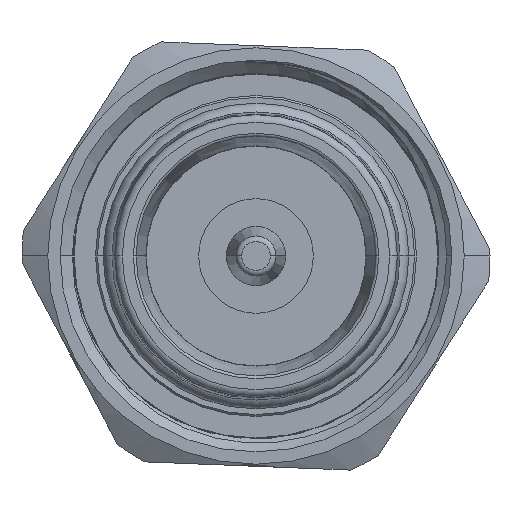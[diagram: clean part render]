
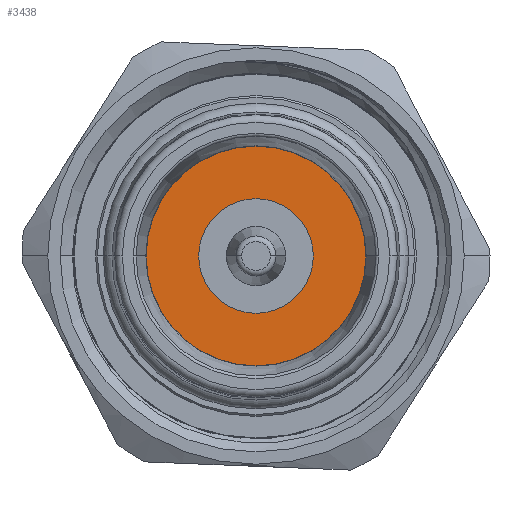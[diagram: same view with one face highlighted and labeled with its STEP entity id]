
A CAD part, left-side view. The second image highlights one B-rep face of the part: STEP entity #3438.
In plain terms, the highlighted planar face has unit normal (-1, 0, 0).
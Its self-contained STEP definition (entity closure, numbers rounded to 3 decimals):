
#244 = EDGE_CURVE ( 'NONE', #1250, #4671, #1796, .T. ) ;
#250 = DIRECTION ( 'NONE',  ( 1., 0., 0. ) ) ;
#301 = VERTEX_POINT ( 'NONE', #5283 ) ;
#523 = FACE_OUTER_BOUND ( 'NONE', #1190, .T. ) ;
#881 = ORIENTED_EDGE ( 'NONE', *, *, #1690, .F. ) ;
#1011 = AXIS2_PLACEMENT_3D ( 'NONE', #1237, #4594, #1712 ) ;
#1190 = EDGE_LOOP ( 'NONE', ( #881, #3590 ) ) ;
#1237 = CARTESIAN_POINT ( 'NONE',  ( 5.6, -0.01, 0. ) ) ;
#1250 = VERTEX_POINT ( 'NONE', #2616 ) ;
#1448 = CARTESIAN_POINT ( 'NONE',  ( 5.6, -0.01, 0. ) ) ;
#1690 = EDGE_CURVE ( 'NONE', #4671, #1250, #5566, .T. ) ;
#1712 = DIRECTION ( 'NONE',  ( 0., 1., 0. ) ) ;
#1796 = CIRCLE ( 'NONE', #2204, 5.75 ) ;
#1943 = DIRECTION ( 'NONE',  ( 0., 1., 0. ) ) ;
#2204 = AXIS2_PLACEMENT_3D ( 'NONE', #1448, #4818, #1943 ) ;
#2357 = CARTESIAN_POINT ( 'NONE',  ( 5.6, 5.74, 0. ) ) ;
#2502 = AXIS2_PLACEMENT_3D ( 'NONE', #3140, #250, #3617 ) ;
#2616 = CARTESIAN_POINT ( 'NONE',  ( 5.6, -5.76, 0. ) ) ;
#2828 = PLANE ( 'NONE',  #3609 ) ;
#3140 = CARTESIAN_POINT ( 'NONE',  ( 5.6, -0.01, 0. ) ) ;
#3328 = DIRECTION ( 'NONE',  ( 0., 1., 0. ) ) ;
#3362 = AXIS2_PLACEMENT_3D ( 'NONE', #6148, #6164, #6170 ) ;
#3438 = ADVANCED_FACE ( 'NONE', ( #523, #4199 ), #2828, .F. ) ;
#3484 = ORIENTED_EDGE ( 'NONE', *, *, #3670, .T. ) ;
#3590 = ORIENTED_EDGE ( 'NONE', *, *, #244, .F. ) ;
#3609 = AXIS2_PLACEMENT_3D ( 'NONE', #3778, #6130, #3328 ) ;
#3617 = DIRECTION ( 'NONE',  ( 0., 1., 0. ) ) ;
#3670 = EDGE_CURVE ( 'NONE', #5537, #301, #6141, .T. ) ;
#3778 = CARTESIAN_POINT ( 'NONE',  ( 5.6, 0., 0. ) ) ;
#3795 = EDGE_LOOP ( 'NONE', ( #3484, #4623 ) ) ;
#4199 = FACE_BOUND ( 'NONE', #3795, .T. ) ;
#4594 = DIRECTION ( 'NONE',  ( 1., 0., 0. ) ) ;
#4623 = ORIENTED_EDGE ( 'NONE', *, *, #5417, .T. ) ;
#4671 = VERTEX_POINT ( 'NONE', #2357 ) ;
#4818 = DIRECTION ( 'NONE',  ( 1., 0., 0. ) ) ;
#5100 = CIRCLE ( 'NONE', #1011, 3. ) ;
#5283 = CARTESIAN_POINT ( 'NONE',  ( 5.6, -3.01, 0. ) ) ;
#5417 = EDGE_CURVE ( 'NONE', #301, #5537, #5100, .T. ) ;
#5537 = VERTEX_POINT ( 'NONE', #5603 ) ;
#5566 = CIRCLE ( 'NONE', #3362, 5.75 ) ;
#5603 = CARTESIAN_POINT ( 'NONE',  ( 5.6, 2.99, 0. ) ) ;
#6130 = DIRECTION ( 'NONE',  ( 1., 0., 0. ) ) ;
#6141 = CIRCLE ( 'NONE', #2502, 3. ) ;
#6148 = CARTESIAN_POINT ( 'NONE',  ( 5.6, -0.01, 0. ) ) ;
#6164 = DIRECTION ( 'NONE',  ( 1., 0., 0. ) ) ;
#6170 = DIRECTION ( 'NONE',  ( 0., 1., 0. ) ) ;
